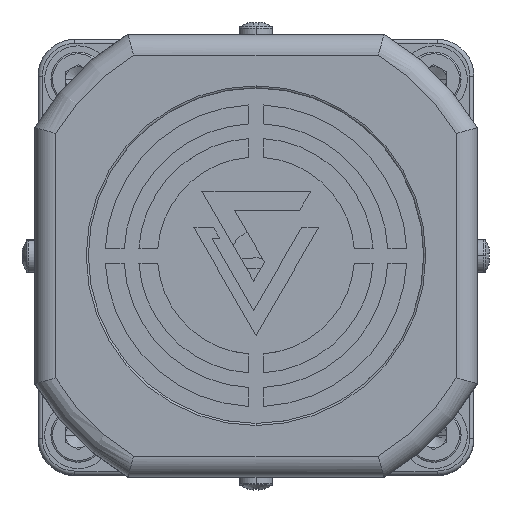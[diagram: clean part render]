
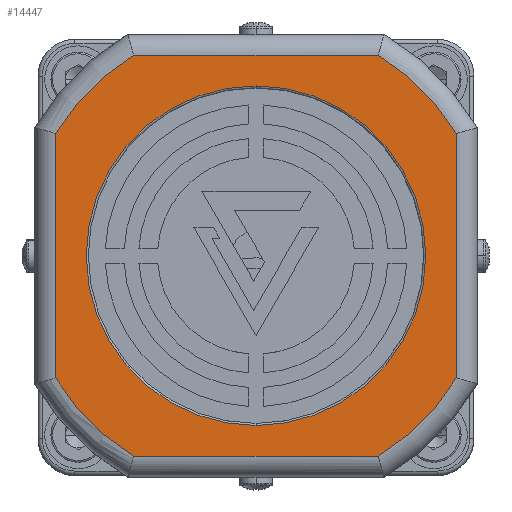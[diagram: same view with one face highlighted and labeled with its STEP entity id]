
A CAD part, top view. The second image highlights one B-rep face of the part: STEP entity #14447.
In plain terms, the highlighted planar face has unit normal (0, 0, 1).
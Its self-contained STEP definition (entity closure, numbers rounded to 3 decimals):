
#15 = VECTOR ( 'NONE', #13910, 1000. ) ;
#153 = EDGE_CURVE ( 'NONE', #9345, #6505, #7033, .T. ) ;
#876 = LINE ( 'NONE', #6194, #6111 ) ;
#1169 = CARTESIAN_POINT ( 'NONE',  ( 10.245, -46.521, 150. ) ) ;
#1364 = EDGE_CURVE ( 'NONE', #15372, #5979, #11713, .T. ) ;
#1660 = CIRCLE ( 'NONE', #3891, 40.5 ) ;
#1751 = EDGE_CURVE ( 'NONE', #6566, #13114, #7882, .T. ) ;
#1897 = DIRECTION ( 'NONE',  ( 0., 0., -1. ) ) ;
#1993 = DIRECTION ( 'NONE',  ( 0., 1., 0. ) ) ;
#2123 = DIRECTION ( 'NONE',  ( 0., 0., 1. ) ) ;
#2175 = DIRECTION ( 'NONE',  ( -1., 0., 0. ) ) ;
#2239 = CARTESIAN_POINT ( 'NONE',  ( -18.93, 1.279, 150. ) ) ;
#2633 = DIRECTION ( 'NONE',  ( 0., 0., 1. ) ) ;
#3046 = ORIENTED_EDGE ( 'NONE', *, *, #3325, .T. ) ;
#3299 = PLANE ( 'NONE',  #15750 ) ;
#3325 = EDGE_CURVE ( 'NONE', #13114, #15372, #16972, .T. ) ;
#3353 = LINE ( 'NONE', #8652, #15 ) ;
#3891 = AXIS2_PLACEMENT_3D ( 'NONE', #13762, #1897, #7217 ) ;
#4581 = CARTESIAN_POINT ( 'NONE',  ( -18.93, -39.221, 150. ) ) ;
#4718 = EDGE_CURVE ( 'NONE', #10600, #16087, #4786, .T. ) ;
#4722 = DIRECTION ( 'NONE',  ( 0., 1., 0. ) ) ;
#4727 = CIRCLE ( 'NONE', #6943, 40.5 ) ;
#4786 = CIRCLE ( 'NONE', #14416, 56. ) ;
#4893 = DIRECTION ( 'NONE',  ( 0., 1., 0. ) ) ;
#4983 = CARTESIAN_POINT ( 'NONE',  ( 28.87, -27.896, 150. ) ) ;
#5161 = CARTESIAN_POINT ( 'NONE',  ( -66.73, 1.279, 150. ) ) ;
#5639 = EDGE_LOOP ( 'NONE', ( #7578, #11788 ) ) ;
#5772 = ORIENTED_EDGE ( 'NONE', *, *, #1751, .T. ) ;
#5979 = VERTEX_POINT ( 'NONE', #11233 ) ;
#6111 = VECTOR ( 'NONE', #11458, 1000. ) ;
#6194 = CARTESIAN_POINT ( 'NONE',  ( 28.87, 31.827, 150. ) ) ;
#6505 = VERTEX_POINT ( 'NONE', #4983 ) ;
#6566 = VERTEX_POINT ( 'NONE', #9135 ) ;
#6759 = AXIS2_PLACEMENT_3D ( 'NONE', #2239, #7554, #12808 ) ;
#6814 = EDGE_LOOP ( 'NONE', ( #11240, #13458, #5772, #3046, #13533, #11563, #10131, #15055 ) ) ;
#6878 = VECTOR ( 'NONE', #10427, 1000. ) ;
#6943 = AXIS2_PLACEMENT_3D ( 'NONE', #11280, #16541, #4722 ) ;
#7033 = CIRCLE ( 'NONE', #6759, 56. ) ;
#7217 = DIRECTION ( 'NONE',  ( 0., 1., 0. ) ) ;
#7437 = DIRECTION ( 'NONE',  ( 0., 1., 0. ) ) ;
#7554 = DIRECTION ( 'NONE',  ( 0., 0., 1. ) ) ;
#7578 = ORIENTED_EDGE ( 'NONE', *, *, #14409, .T. ) ;
#7639 = AXIS2_PLACEMENT_3D ( 'NONE', #14498, #2633, #7946 ) ;
#7882 = CIRCLE ( 'NONE', #7639, 56. ) ;
#7946 = DIRECTION ( 'NONE',  ( 0., 1., 0. ) ) ;
#8596 = CARTESIAN_POINT ( 'NONE',  ( -18.93, 1.279, 150. ) ) ;
#8652 = CARTESIAN_POINT ( 'NONE',  ( 11.618, -46.521, 150. ) ) ;
#8794 = LINE ( 'NONE', #14042, #9431 ) ;
#9135 = CARTESIAN_POINT ( 'NONE',  ( -48.104, 49.079, 150. ) ) ;
#9345 = VERTEX_POINT ( 'NONE', #1169 ) ;
#9431 = VECTOR ( 'NONE', #2175, 1000. ) ;
#9523 = EDGE_CURVE ( 'NONE', #5979, #9345, #3353, .T. ) ;
#9608 = CARTESIAN_POINT ( 'NONE',  ( 10.245, 49.079, 150. ) ) ;
#9889 = FACE_BOUND ( 'NONE', #5639, .T. ) ;
#9951 = CARTESIAN_POINT ( 'NONE',  ( -18.93, 41.779, 150. ) ) ;
#10131 = ORIENTED_EDGE ( 'NONE', *, *, #153, .T. ) ;
#10427 = DIRECTION ( 'NONE',  ( 0., -1., 0. ) ) ;
#10556 = VERTEX_POINT ( 'NONE', #4581 ) ;
#10570 = VERTEX_POINT ( 'NONE', #9951 ) ;
#10600 = VERTEX_POINT ( 'NONE', #12618 ) ;
#11233 = CARTESIAN_POINT ( 'NONE',  ( -48.104, -46.521, 150. ) ) ;
#11240 = ORIENTED_EDGE ( 'NONE', *, *, #4718, .T. ) ;
#11280 = CARTESIAN_POINT ( 'NONE',  ( -18.93, 1.279, 150. ) ) ;
#11458 = DIRECTION ( 'NONE',  ( 0., 1., 0. ) ) ;
#11459 = CARTESIAN_POINT ( 'NONE',  ( -18.93, 1.279, 150. ) ) ;
#11563 = ORIENTED_EDGE ( 'NONE', *, *, #9523, .T. ) ;
#11698 = AXIS2_PLACEMENT_3D ( 'NONE', #11459, #16705, #4893 ) ;
#11713 = CIRCLE ( 'NONE', #11698, 56. ) ;
#11788 = ORIENTED_EDGE ( 'NONE', *, *, #14016, .T. ) ;
#11872 = CARTESIAN_POINT ( 'NONE',  ( -66.73, -27.896, 150. ) ) ;
#12119 = CARTESIAN_POINT ( 'NONE',  ( -66.73, 30.454, 150. ) ) ;
#12618 = CARTESIAN_POINT ( 'NONE',  ( 28.87, 30.454, 150. ) ) ;
#12808 = DIRECTION ( 'NONE',  ( 0., 1., 0. ) ) ;
#12871 = EDGE_CURVE ( 'NONE', #16087, #6566, #8794, .T. ) ;
#13114 = VERTEX_POINT ( 'NONE', #12119 ) ;
#13458 = ORIENTED_EDGE ( 'NONE', *, *, #12871, .T. ) ;
#13533 = ORIENTED_EDGE ( 'NONE', *, *, #1364, .T. ) ;
#13762 = CARTESIAN_POINT ( 'NONE',  ( -18.93, 1.279, 150. ) ) ;
#13859 = DIRECTION ( 'NONE',  ( 0., 0., -1. ) ) ;
#13910 = DIRECTION ( 'NONE',  ( 1., 0., 0. ) ) ;
#14016 = EDGE_CURVE ( 'NONE', #10556, #10570, #4727, .T. ) ;
#14042 = CARTESIAN_POINT ( 'NONE',  ( -18.93, 49.079, 150. ) ) ;
#14053 = EDGE_CURVE ( 'NONE', #6505, #10600, #876, .T. ) ;
#14409 = EDGE_CURVE ( 'NONE', #10570, #10556, #1660, .T. ) ;
#14416 = AXIS2_PLACEMENT_3D ( 'NONE', #15285, #2123, #7437 ) ;
#14447 = ADVANCED_FACE ( 'NONE', ( #9889, #15144 ), #3299, .F. ) ;
#14498 = CARTESIAN_POINT ( 'NONE',  ( -18.93, 1.279, 150. ) ) ;
#15055 = ORIENTED_EDGE ( 'NONE', *, *, #14053, .T. ) ;
#15144 = FACE_OUTER_BOUND ( 'NONE', #6814, .T. ) ;
#15285 = CARTESIAN_POINT ( 'NONE',  ( -18.93, 1.279, 150. ) ) ;
#15372 = VERTEX_POINT ( 'NONE', #11872 ) ;
#15750 = AXIS2_PLACEMENT_3D ( 'NONE', #8596, #13859, #1993 ) ;
#16087 = VERTEX_POINT ( 'NONE', #9608 ) ;
#16541 = DIRECTION ( 'NONE',  ( 0., 0., -1. ) ) ;
#16705 = DIRECTION ( 'NONE',  ( 0., 0., 1. ) ) ;
#16972 = LINE ( 'NONE', #5161, #6878 ) ;
